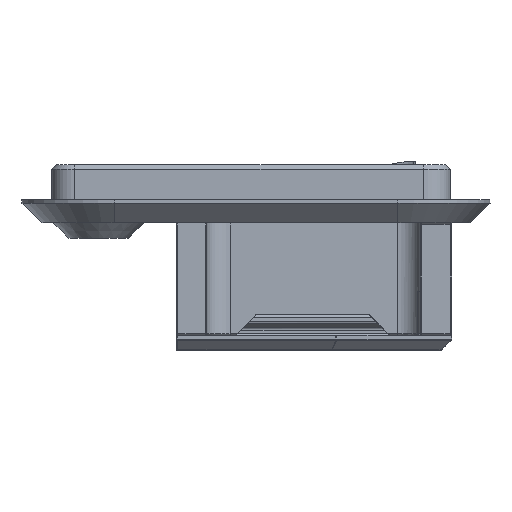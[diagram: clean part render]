
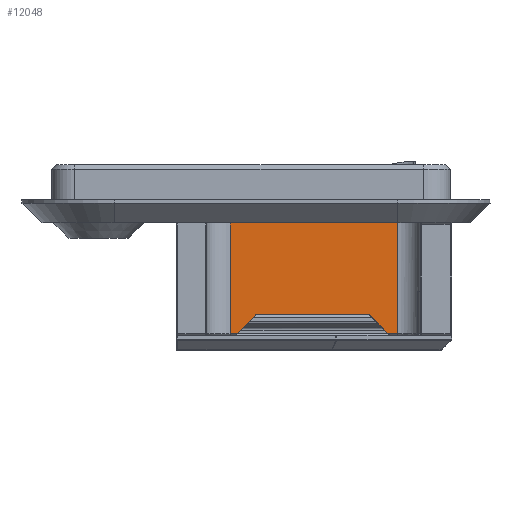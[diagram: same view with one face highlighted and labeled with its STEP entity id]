
A CAD part, left-side view. The second image highlights one B-rep face of the part: STEP entity #12048.
In plain terms, the highlighted planar face has unit normal (-1, 0, 0).
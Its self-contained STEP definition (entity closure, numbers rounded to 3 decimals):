
#1117=PLANE('',#12968);
#1537=FACE_OUTER_BOUND('',#2261,.T.);
#2261=EDGE_LOOP('',(#8764,#8765,#8766,#8767,#8768));
#3014=LINE('',#19558,#3960);
#3118=LINE('',#20578,#4064);
#3119=LINE('',#20580,#4065);
#3120=LINE('',#20582,#4066);
#3121=LINE('',#20583,#4067);
#3960=VECTOR('',#14459,10.);
#4064=VECTOR('',#14919,10.);
#4065=VECTOR('',#14920,10.);
#4066=VECTOR('',#14921,10.);
#4067=VECTOR('',#14922,10.);
#5098=VERTEX_POINT('',#19552);
#5099=VERTEX_POINT('',#19556);
#5235=VERTEX_POINT('',#20577);
#5236=VERTEX_POINT('',#20579);
#5237=VERTEX_POINT('',#20581);
#6340=EDGE_CURVE('',#5098,#5099,#3014,.T.);
#6565=EDGE_CURVE('',#5235,#5099,#3118,.T.);
#6566=EDGE_CURVE('',#5236,#5098,#3119,.T.);
#6567=EDGE_CURVE('',#5236,#5237,#3120,.T.);
#6568=EDGE_CURVE('',#5237,#5235,#3121,.T.);
#8764=ORIENTED_EDGE('',*,*,#6565,.T.);
#8765=ORIENTED_EDGE('',*,*,#6340,.F.);
#8766=ORIENTED_EDGE('',*,*,#6566,.F.);
#8767=ORIENTED_EDGE('',*,*,#6567,.T.);
#8768=ORIENTED_EDGE('',*,*,#6568,.T.);
#12048=ADVANCED_FACE('',(#1537),#1117,.T.);
#12968=AXIS2_PLACEMENT_3D('',#20576,#14917,#14918);
#14459=DIRECTION('',(0.,1.,0.));
#14917=DIRECTION('center_axis',(-1.,0.,0.));
#14918=DIRECTION('ref_axis',(0.,1.,0.));
#14919=DIRECTION('',(0.,0.,-1.));
#14920=DIRECTION('',(0.,0.,-1.));
#14921=DIRECTION('',(0.,1.,0.));
#14922=DIRECTION('',(0.,0.,-1.));
#19552=CARTESIAN_POINT('',(-32.004,101.628,-43.395));
#19556=CARTESIAN_POINT('',(-32.004,123.398,-43.395));
#19558=CARTESIAN_POINT('',(-32.004,105.795,-43.395));
#20576=CARTESIAN_POINT('Origin',(-32.004,101.628,-25.995));
#20577=CARTESIAN_POINT('',(-32.004,123.398,-28.995));
#20578=CARTESIAN_POINT('',(-32.004,123.398,-25.995));
#20579=CARTESIAN_POINT('',(-32.004,101.628,-25.995));
#20580=CARTESIAN_POINT('',(-32.004,101.628,-25.995));
#20581=CARTESIAN_POINT('',(-32.004,123.398,-25.995));
#20582=CARTESIAN_POINT('',(-32.004,93.025,-25.995));
#20583=CARTESIAN_POINT('',(-32.004,123.398,-25.995));
